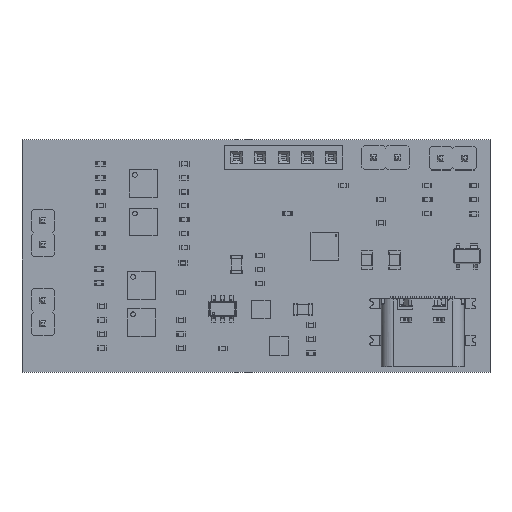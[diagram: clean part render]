
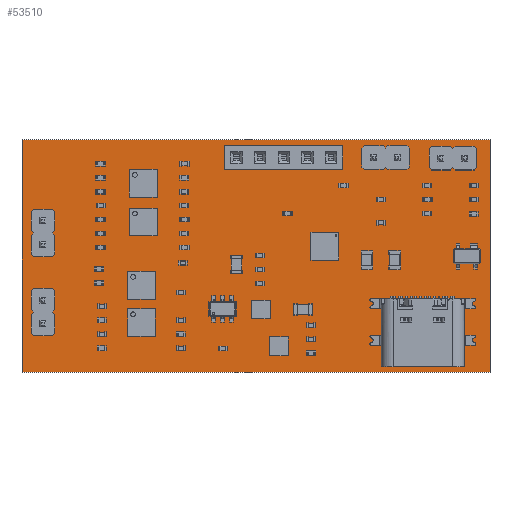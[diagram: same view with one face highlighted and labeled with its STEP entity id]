
A CAD part, top view. The second image highlights one B-rep face of the part: STEP entity #53510.
In plain terms, the highlighted planar face has unit normal (0, 0, 1).
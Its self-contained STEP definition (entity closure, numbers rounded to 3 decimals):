
#53233 = VERTEX_POINT('',#53234);
#53234 = CARTESIAN_POINT('',(213.,-139.25,1.6));
#53240 = EDGE_CURVE('',#53233,#53241,#53243,.T.);
#53241 = VERTEX_POINT('',#53242);
#53242 = CARTESIAN_POINT('',(162.75,-139.25,1.6));
#53243 = LINE('',#53244,#53245);
#53244 = CARTESIAN_POINT('',(213.,-139.25,1.6));
#53245 = VECTOR('',#53246,1.);
#53246 = DIRECTION('',(-1.,0.,0.));
#53273 = VERTEX_POINT('',#53274);
#53274 = CARTESIAN_POINT('',(213.,-114.25,1.6));
#53280 = EDGE_CURVE('',#53273,#53233,#53281,.T.);
#53281 = LINE('',#53282,#53283);
#53282 = CARTESIAN_POINT('',(213.,-114.25,1.6));
#53283 = VECTOR('',#53284,1.);
#53284 = DIRECTION('',(0.,-1.,0.));
#53302 = EDGE_CURVE('',#53241,#53303,#53305,.T.);
#53303 = VERTEX_POINT('',#53304);
#53304 = CARTESIAN_POINT('',(162.75,-114.25,1.6));
#53305 = LINE('',#53306,#53307);
#53306 = CARTESIAN_POINT('',(162.75,-139.25,1.6));
#53307 = VECTOR('',#53308,1.);
#53308 = DIRECTION('',(0.,1.,0.));
#53510 = ADVANCED_FACE('',(#53511,#53522,#53533,#53544,#53555,#53566,
    #53577,#53588,#53599,#53610,#53621,#53632,#53643,#53654,#53665,
    #53676),#53687,.T.);
#53511 = FACE_BOUND('',#53512,.T.);
#53512 = EDGE_LOOP('',(#53513,#53514,#53515,#53521));
#53513 = ORIENTED_EDGE('',*,*,#53240,.F.);
#53514 = ORIENTED_EDGE('',*,*,#53280,.F.);
#53515 = ORIENTED_EDGE('',*,*,#53516,.F.);
#53516 = EDGE_CURVE('',#53303,#53273,#53517,.T.);
#53517 = LINE('',#53518,#53519);
#53518 = CARTESIAN_POINT('',(162.75,-114.25,1.6));
#53519 = VECTOR('',#53520,1.);
#53520 = DIRECTION('',(1.,0.,0.));
#53521 = ORIENTED_EDGE('',*,*,#53302,.F.);
#53522 = FACE_BOUND('',#53523,.T.);
#53523 = EDGE_LOOP('',(#53524));
#53524 = ORIENTED_EDGE('',*,*,#53525,.T.);
#53525 = EDGE_CURVE('',#53526,#53526,#53528,.T.);
#53526 = VERTEX_POINT('',#53527);
#53527 = CARTESIAN_POINT('',(165.,-134.54,1.6));
#53528 = CIRCLE('',#53529,0.5);
#53529 = AXIS2_PLACEMENT_3D('',#53530,#53531,#53532);
#53530 = CARTESIAN_POINT('',(165.,-134.04,1.6));
#53531 = DIRECTION('',(-0.,0.,-1.));
#53532 = DIRECTION('',(-0.,-1.,0.));
#53533 = FACE_BOUND('',#53534,.T.);
#53534 = EDGE_LOOP('',(#53535));
#53535 = ORIENTED_EDGE('',*,*,#53536,.T.);
#53536 = EDGE_CURVE('',#53537,#53537,#53539,.T.);
#53537 = VERTEX_POINT('',#53538);
#53538 = CARTESIAN_POINT('',(165.,-132.,1.6));
#53539 = CIRCLE('',#53540,0.5);
#53540 = AXIS2_PLACEMENT_3D('',#53541,#53542,#53543);
#53541 = CARTESIAN_POINT('',(165.,-131.5,1.6));
#53542 = DIRECTION('',(-0.,0.,-1.));
#53543 = DIRECTION('',(-0.,-1.,0.));
#53544 = FACE_BOUND('',#53545,.T.);
#53545 = EDGE_LOOP('',(#53546));
#53546 = ORIENTED_EDGE('',*,*,#53547,.T.);
#53547 = EDGE_CURVE('',#53548,#53548,#53550,.T.);
#53548 = VERTEX_POINT('',#53549);
#53549 = CARTESIAN_POINT('',(165.,-126.04,1.6));
#53550 = CIRCLE('',#53551,0.5);
#53551 = AXIS2_PLACEMENT_3D('',#53552,#53553,#53554);
#53552 = CARTESIAN_POINT('',(165.,-125.54,1.6));
#53553 = DIRECTION('',(-0.,0.,-1.));
#53554 = DIRECTION('',(-0.,-1.,0.));
#53555 = FACE_BOUND('',#53556,.T.);
#53556 = EDGE_LOOP('',(#53557));
#53557 = ORIENTED_EDGE('',*,*,#53558,.T.);
#53558 = EDGE_CURVE('',#53559,#53559,#53561,.T.);
#53559 = VERTEX_POINT('',#53560);
#53560 = CARTESIAN_POINT('',(202.889,-132.75,1.6));
#53561 = CIRCLE('',#53562,0.325);
#53562 = AXIS2_PLACEMENT_3D('',#53563,#53564,#53565);
#53563 = CARTESIAN_POINT('',(202.889,-132.425,1.6));
#53564 = DIRECTION('',(-0.,0.,-1.));
#53565 = DIRECTION('',(0.,-1.,0.));
#53566 = FACE_BOUND('',#53567,.T.);
#53567 = EDGE_LOOP('',(#53568));
#53568 = ORIENTED_EDGE('',*,*,#53569,.T.);
#53569 = EDGE_CURVE('',#53570,#53570,#53572,.T.);
#53570 = VERTEX_POINT('',#53571);
#53571 = CARTESIAN_POINT('',(208.669,-132.75,1.6));
#53572 = CIRCLE('',#53573,0.325);
#53573 = AXIS2_PLACEMENT_3D('',#53574,#53575,#53576);
#53574 = CARTESIAN_POINT('',(208.669,-132.425,1.6));
#53575 = DIRECTION('',(-0.,0.,-1.));
#53576 = DIRECTION('',(-0.,-1.,0.));
#53577 = FACE_BOUND('',#53578,.T.);
#53578 = EDGE_LOOP('',(#53579));
#53579 = ORIENTED_EDGE('',*,*,#53580,.T.);
#53580 = EDGE_CURVE('',#53581,#53581,#53583,.T.);
#53581 = VERTEX_POINT('',#53582);
#53582 = CARTESIAN_POINT('',(165.,-123.5,1.6));
#53583 = CIRCLE('',#53584,0.5);
#53584 = AXIS2_PLACEMENT_3D('',#53585,#53586,#53587);
#53585 = CARTESIAN_POINT('',(165.,-123.,1.6));
#53586 = DIRECTION('',(-0.,0.,-1.));
#53587 = DIRECTION('',(-0.,-1.,0.));
#53588 = FACE_BOUND('',#53589,.T.);
#53589 = EDGE_LOOP('',(#53590));
#53590 = ORIENTED_EDGE('',*,*,#53591,.T.);
#53591 = EDGE_CURVE('',#53592,#53592,#53594,.T.);
#53592 = VERTEX_POINT('',#53593);
#53593 = CARTESIAN_POINT('',(185.779,-116.69,1.6));
#53594 = CIRCLE('',#53595,0.5);
#53595 = AXIS2_PLACEMENT_3D('',#53596,#53597,#53598);
#53596 = CARTESIAN_POINT('',(185.779,-116.19,1.6));
#53597 = DIRECTION('',(-0.,0.,-1.));
#53598 = DIRECTION('',(-0.,-1.,0.));
#53599 = FACE_BOUND('',#53600,.T.);
#53600 = EDGE_LOOP('',(#53601));
#53601 = ORIENTED_EDGE('',*,*,#53602,.T.);
#53602 = EDGE_CURVE('',#53603,#53603,#53605,.T.);
#53603 = VERTEX_POINT('',#53604);
#53604 = CARTESIAN_POINT('',(188.319,-116.69,1.6));
#53605 = CIRCLE('',#53606,0.5);
#53606 = AXIS2_PLACEMENT_3D('',#53607,#53608,#53609);
#53607 = CARTESIAN_POINT('',(188.319,-116.19,1.6));
#53608 = DIRECTION('',(-0.,0.,-1.));
#53609 = DIRECTION('',(-0.,-1.,0.));
#53610 = FACE_BOUND('',#53611,.T.);
#53611 = EDGE_LOOP('',(#53612));
#53612 = ORIENTED_EDGE('',*,*,#53613,.T.);
#53613 = EDGE_CURVE('',#53614,#53614,#53616,.T.);
#53614 = VERTEX_POINT('',#53615);
#53615 = CARTESIAN_POINT('',(190.859,-116.69,1.6));
#53616 = CIRCLE('',#53617,0.5);
#53617 = AXIS2_PLACEMENT_3D('',#53618,#53619,#53620);
#53618 = CARTESIAN_POINT('',(190.859,-116.19,1.6));
#53619 = DIRECTION('',(-0.,0.,-1.));
#53620 = DIRECTION('',(-0.,-1.,0.));
#53621 = FACE_BOUND('',#53622,.T.);
#53622 = EDGE_LOOP('',(#53623));
#53623 = ORIENTED_EDGE('',*,*,#53624,.T.);
#53624 = EDGE_CURVE('',#53625,#53625,#53627,.T.);
#53625 = VERTEX_POINT('',#53626);
#53626 = CARTESIAN_POINT('',(193.399,-116.69,1.6));
#53627 = CIRCLE('',#53628,0.5);
#53628 = AXIS2_PLACEMENT_3D('',#53629,#53630,#53631);
#53629 = CARTESIAN_POINT('',(193.399,-116.19,1.6));
#53630 = DIRECTION('',(-0.,0.,-1.));
#53631 = DIRECTION('',(-0.,-1.,0.));
#53632 = FACE_BOUND('',#53633,.T.);
#53633 = EDGE_LOOP('',(#53634));
#53634 = ORIENTED_EDGE('',*,*,#53635,.T.);
#53635 = EDGE_CURVE('',#53636,#53636,#53638,.T.);
#53636 = VERTEX_POINT('',#53637);
#53637 = CARTESIAN_POINT('',(195.939,-116.69,1.6));
#53638 = CIRCLE('',#53639,0.5);
#53639 = AXIS2_PLACEMENT_3D('',#53640,#53641,#53642);
#53640 = CARTESIAN_POINT('',(195.939,-116.19,1.6));
#53641 = DIRECTION('',(-0.,0.,-1.));
#53642 = DIRECTION('',(-0.,-1.,0.));
#53643 = FACE_BOUND('',#53644,.T.);
#53644 = EDGE_LOOP('',(#53645));
#53645 = ORIENTED_EDGE('',*,*,#53646,.T.);
#53646 = EDGE_CURVE('',#53647,#53647,#53649,.T.);
#53647 = VERTEX_POINT('',#53648);
#53648 = CARTESIAN_POINT('',(200.514,-116.69,1.6));
#53649 = CIRCLE('',#53650,0.5);
#53650 = AXIS2_PLACEMENT_3D('',#53651,#53652,#53653);
#53651 = CARTESIAN_POINT('',(200.514,-116.19,1.6));
#53652 = DIRECTION('',(-0.,0.,-1.));
#53653 = DIRECTION('',(-0.,-1.,0.));
#53654 = FACE_BOUND('',#53655,.T.);
#53655 = EDGE_LOOP('',(#53656));
#53656 = ORIENTED_EDGE('',*,*,#53657,.T.);
#53657 = EDGE_CURVE('',#53658,#53658,#53660,.T.);
#53658 = VERTEX_POINT('',#53659);
#53659 = CARTESIAN_POINT('',(203.054,-116.69,1.6));
#53660 = CIRCLE('',#53661,0.5);
#53661 = AXIS2_PLACEMENT_3D('',#53662,#53663,#53664);
#53662 = CARTESIAN_POINT('',(203.054,-116.19,1.6));
#53663 = DIRECTION('',(-0.,0.,-1.));
#53664 = DIRECTION('',(-0.,-1.,0.));
#53665 = FACE_BOUND('',#53666,.T.);
#53666 = EDGE_LOOP('',(#53667));
#53667 = ORIENTED_EDGE('',*,*,#53668,.T.);
#53668 = EDGE_CURVE('',#53669,#53669,#53671,.T.);
#53669 = VERTEX_POINT('',#53670);
#53670 = CARTESIAN_POINT('',(207.735,-116.75,1.6));
#53671 = CIRCLE('',#53672,0.5);
#53672 = AXIS2_PLACEMENT_3D('',#53673,#53674,#53675);
#53673 = CARTESIAN_POINT('',(207.735,-116.25,1.6));
#53674 = DIRECTION('',(-0.,0.,-1.));
#53675 = DIRECTION('',(-0.,-1.,0.));
#53676 = FACE_BOUND('',#53677,.T.);
#53677 = EDGE_LOOP('',(#53678));
#53678 = ORIENTED_EDGE('',*,*,#53679,.T.);
#53679 = EDGE_CURVE('',#53680,#53680,#53682,.T.);
#53680 = VERTEX_POINT('',#53681);
#53681 = CARTESIAN_POINT('',(210.275,-116.75,1.6));
#53682 = CIRCLE('',#53683,0.5);
#53683 = AXIS2_PLACEMENT_3D('',#53684,#53685,#53686);
#53684 = CARTESIAN_POINT('',(210.275,-116.25,1.6));
#53685 = DIRECTION('',(-0.,0.,-1.));
#53686 = DIRECTION('',(-0.,-1.,0.));
#53687 = PLANE('',#53688);
#53688 = AXIS2_PLACEMENT_3D('',#53689,#53690,#53691);
#53689 = CARTESIAN_POINT('',(0.,0.,1.6));
#53690 = DIRECTION('',(0.,0.,1.));
#53691 = DIRECTION('',(1.,0.,-0.));
